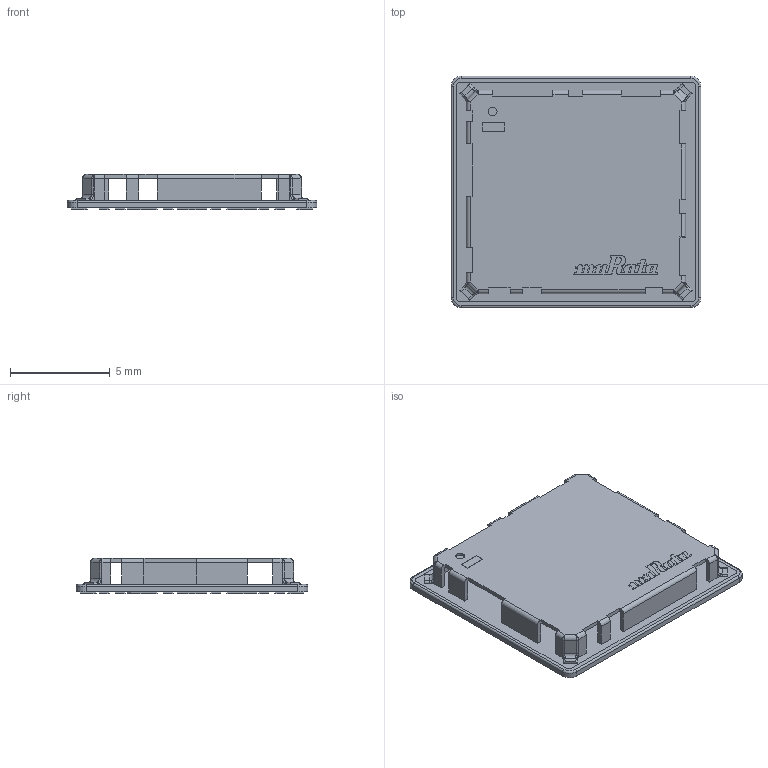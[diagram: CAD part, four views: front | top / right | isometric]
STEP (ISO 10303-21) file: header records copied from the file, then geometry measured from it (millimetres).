
FILE_DESCRIPTION(/* description */ (''),/* implementation_level */ '2;1');
FILE_NAME(/* name */ '1.stp',/* time_stamp */ '2019-08-09T20:33:26+02:00',/* author */ ('k'),/* organization */ (''),/* preprocessor_version */ 'ST-DEVELOPER v15.6',/* originating_system */ 'Autodesk Inventor 2015',/* authorisation */ '');
FILE_SCHEMA (('AUTOMOTIVE_DESIGN { 1 0 10303 214 3 1 1 }'));
Length unit declared in the file: millimetre
Products named in the file (6): 1; 2; 3; Murata Logo; 5
Bounding box: 12.5 x 11.6 x 1.76 mm (x, y, z)
Volume: 83.2 mm3; surface area: 958.8 mm2
Topology: 63 solids, 63 shells, 740 faces, 1764 edges, 1144 vertices
Faces by surface type: plane 554, cylinder 150, torus 20, bspline 16
Full cylindrical faces by diameter (mm): 0.38 x1, 0.438 x1
Entity records: 21630 total; most frequent: CARTESIAN_POINT 4211, ORIENTED_EDGE 3508, DIRECTION 3504, EDGE_CURVE 1754, LINE 1410, VECTOR 1410, VERTEX_POINT 1144, AXIS2_PLACEMENT_3D 1047
